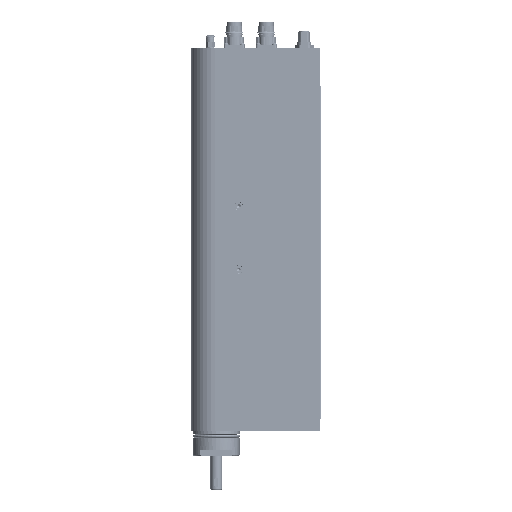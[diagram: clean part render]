
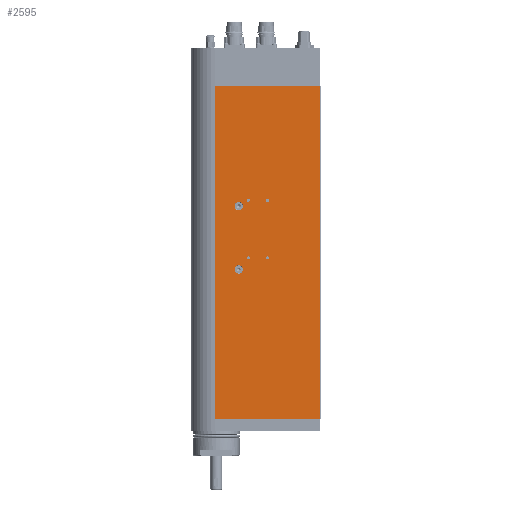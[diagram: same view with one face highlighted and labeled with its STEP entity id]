
A CAD part, front view. The second image highlights one B-rep face of the part: STEP entity #2595.
In plain terms, the highlighted planar face has unit normal (0, -1, 0).
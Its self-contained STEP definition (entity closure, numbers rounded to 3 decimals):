
#2337 = PLANE ( 'NONE',  #43830 ) ;
#2595 = ADVANCED_FACE ( 'NONE', ( #64554, #2925, #11178, #38766, #109165, #20560, #10598 ), #2337, .F. ) ;
#2925 = FACE_BOUND ( 'NONE', #67118, .T. ) ;
#4542 = EDGE_CURVE ( 'NONE', #43368, #43368, #44251, .T. ) ;
#5384 = CARTESIAN_POINT ( 'NONE',  ( -42.5, -25., 347. ) ) ;
#5809 = CARTESIAN_POINT ( 'NONE',  ( 12., -25., 226.35 ) ) ;
#10010 = CARTESIAN_POINT ( 'NONE',  ( -67.5, -25., 347. ) ) ;
#10598 = FACE_OUTER_BOUND ( 'NONE', #115316, .T. ) ;
#10703 = EDGE_LOOP ( 'NONE', ( #34393 ) ) ;
#10736 = AXIS2_PLACEMENT_3D ( 'NONE', #114608, #97599, #34239 ) ;
#11178 = FACE_BOUND ( 'NONE', #112481, .T. ) ;
#11752 = EDGE_LOOP ( 'NONE', ( #89931 ) ) ;
#13741 = VERTEX_POINT ( 'NONE', #25806 ) ;
#15530 = VERTEX_POINT ( 'NONE', #62378 ) ;
#17769 = VECTOR ( 'NONE', #86003, 1000. ) ;
#17907 = AXIS2_PLACEMENT_3D ( 'NONE', #32866, #60786, #61919 ) ;
#18390 = CARTESIAN_POINT ( 'NONE',  ( -67.5, -25., 0. ) ) ;
#20333 = EDGE_CURVE ( 'NONE', #15530, #15530, #61292, .T. ) ;
#20560 = FACE_BOUND ( 'NONE', #106227, .T. ) ;
#22658 = DIRECTION ( 'NONE',  ( 0., 0., -1. ) ) ;
#23351 = EDGE_CURVE ( 'NONE', #27187, #27187, #40460, .T. ) ;
#25051 = VERTEX_POINT ( 'NONE', #52586 ) ;
#25156 = VECTOR ( 'NONE', #41211, 1000. ) ;
#25806 = CARTESIAN_POINT ( 'NONE',  ( 67., -25., 347. ) ) ;
#27187 = VERTEX_POINT ( 'NONE', #90586 ) ;
#30090 = ORIENTED_EDGE ( 'NONE', *, *, #81235, .T. ) ;
#30348 = ORIENTED_EDGE ( 'NONE', *, *, #72348, .T. ) ;
#30957 = ORIENTED_EDGE ( 'NONE', *, *, #84922, .T. ) ;
#31089 = DIRECTION ( 'NONE',  ( 0., 0., -1. ) ) ;
#32866 = CARTESIAN_POINT ( 'NONE',  ( 12., -25., 168. ) ) ;
#33046 = EDGE_CURVE ( 'NONE', #50934, #50934, #106002, .T. ) ;
#34239 = DIRECTION ( 'NONE',  ( 0., 0., -1. ) ) ;
#34393 = ORIENTED_EDGE ( 'NONE', *, *, #4542, .F. ) ;
#34827 = LINE ( 'NONE', #18390, #99683 ) ;
#38766 = FACE_BOUND ( 'NONE', #59627, .T. ) ;
#40460 = CIRCLE ( 'NONE', #55364, 4.4 ) ;
#40625 = EDGE_CURVE ( 'NONE', #60339, #60339, #107993, .T. ) ;
#41196 = ORIENTED_EDGE ( 'NONE', *, *, #114382, .F. ) ;
#41211 = DIRECTION ( 'NONE',  ( 0., 0., -1. ) ) ;
#41898 = ORIENTED_EDGE ( 'NONE', *, *, #33046, .F. ) ;
#43368 = VERTEX_POINT ( 'NONE', #79109 ) ;
#43774 = DIRECTION ( 'NONE',  ( 1., 0., 0. ) ) ;
#43830 = AXIS2_PLACEMENT_3D ( 'NONE', #10010, #46360, #72767 ) ;
#44251 = CIRCLE ( 'NONE', #81760, 4.4 ) ;
#46360 = DIRECTION ( 'NONE',  ( 0., 1., 0. ) ) ;
#49240 = DIRECTION ( 'NONE',  ( 0., -1., 0. ) ) ;
#50934 = VERTEX_POINT ( 'NONE', #5809 ) ;
#52586 = CARTESIAN_POINT ( 'NONE',  ( 12., -25., 166.35 ) ) ;
#54096 = VERTEX_POINT ( 'NONE', #91661 ) ;
#55364 = AXIS2_PLACEMENT_3D ( 'NONE', #79517, #98316, #62472 ) ;
#57466 = CARTESIAN_POINT ( 'NONE',  ( -18., -25., 222. ) ) ;
#59627 = EDGE_LOOP ( 'NONE', ( #41898 ) ) ;
#60339 = VERTEX_POINT ( 'NONE', #69113 ) ;
#60786 = DIRECTION ( 'NONE',  ( 0., -1., 0. ) ) ;
#61254 = LINE ( 'NONE', #95378, #17769 ) ;
#61292 = CIRCLE ( 'NONE', #10736, 1.65 ) ;
#61919 = DIRECTION ( 'NONE',  ( 0., 0., -1. ) ) ;
#62378 = CARTESIAN_POINT ( 'NONE',  ( -8., -25., 226.35 ) ) ;
#62472 = DIRECTION ( 'NONE',  ( 0., 0., -1. ) ) ;
#64113 = DIRECTION ( 'NONE',  ( 1., 0., 0. ) ) ;
#64554 = FACE_BOUND ( 'NONE', #11752, .T. ) ;
#67118 = EDGE_LOOP ( 'NONE', ( #90346 ) ) ;
#68537 = AXIS2_PLACEMENT_3D ( 'NONE', #94559, #85184, #84005 ) ;
#69113 = CARTESIAN_POINT ( 'NONE',  ( -8., -25., 166.35 ) ) ;
#72348 = EDGE_CURVE ( 'NONE', #94340, #13741, #61254, .T. ) ;
#72767 = DIRECTION ( 'NONE',  ( 0., 0., 1. ) ) ;
#76156 = AXIS2_PLACEMENT_3D ( 'NONE', #103074, #94863, #22658 ) ;
#78939 = LINE ( 'NONE', #114158, #80874 ) ;
#79109 = CARTESIAN_POINT ( 'NONE',  ( -18., -25., 217.6 ) ) ;
#79517 = CARTESIAN_POINT ( 'NONE',  ( -18., -25., 156. ) ) ;
#80696 = EDGE_CURVE ( 'NONE', #54096, #13741, #78939, .T. ) ;
#80874 = VECTOR ( 'NONE', #43774, 1000. ) ;
#81235 = EDGE_CURVE ( 'NONE', #113312, #94340, #34827, .T. ) ;
#81760 = AXIS2_PLACEMENT_3D ( 'NONE', #57466, #49240, #31089 ) ;
#84005 = DIRECTION ( 'NONE',  ( 0., 0., -1. ) ) ;
#84922 = EDGE_CURVE ( 'NONE', #54096, #113312, #112172, .T. ) ;
#85184 = DIRECTION ( 'NONE',  ( 0., -1., 0. ) ) ;
#86003 = DIRECTION ( 'NONE',  ( 0., 0., 1. ) ) ;
#88104 = CARTESIAN_POINT ( 'NONE',  ( 67., -25., 0. ) ) ;
#89931 = ORIENTED_EDGE ( 'NONE', *, *, #40625, .F. ) ;
#90346 = ORIENTED_EDGE ( 'NONE', *, *, #20333, .F. ) ;
#90586 = CARTESIAN_POINT ( 'NONE',  ( -18., -25., 151.6 ) ) ;
#91661 = CARTESIAN_POINT ( 'NONE',  ( -42.5, -25., 347. ) ) ;
#94340 = VERTEX_POINT ( 'NONE', #88104 ) ;
#94559 = CARTESIAN_POINT ( 'NONE',  ( 12., -25., 228. ) ) ;
#94863 = DIRECTION ( 'NONE',  ( 0., -1., 0. ) ) ;
#95378 = CARTESIAN_POINT ( 'NONE',  ( 67., -25., 347. ) ) ;
#97599 = DIRECTION ( 'NONE',  ( 0., -1., 0. ) ) ;
#98316 = DIRECTION ( 'NONE',  ( 0., -1., 0. ) ) ;
#99683 = VECTOR ( 'NONE', #64113, 1000. ) ;
#102063 = ORIENTED_EDGE ( 'NONE', *, *, #23351, .F. ) ;
#103074 = CARTESIAN_POINT ( 'NONE',  ( -8., -25., 168. ) ) ;
#104134 = CIRCLE ( 'NONE', #17907, 1.65 ) ;
#106002 = CIRCLE ( 'NONE', #68537, 1.65 ) ;
#106227 = EDGE_LOOP ( 'NONE', ( #102063 ) ) ;
#107588 = CARTESIAN_POINT ( 'NONE',  ( -42.5, -25., 0. ) ) ;
#107993 = CIRCLE ( 'NONE', #76156, 1.65 ) ;
#108242 = ORIENTED_EDGE ( 'NONE', *, *, #80696, .F. ) ;
#109165 = FACE_BOUND ( 'NONE', #10703, .T. ) ;
#112172 = LINE ( 'NONE', #5384, #25156 ) ;
#112481 = EDGE_LOOP ( 'NONE', ( #41196 ) ) ;
#113312 = VERTEX_POINT ( 'NONE', #107588 ) ;
#114158 = CARTESIAN_POINT ( 'NONE',  ( -67.5, -25., 347. ) ) ;
#114382 = EDGE_CURVE ( 'NONE', #25051, #25051, #104134, .T. ) ;
#114608 = CARTESIAN_POINT ( 'NONE',  ( -8., -25., 228. ) ) ;
#115316 = EDGE_LOOP ( 'NONE', ( #30090, #30348, #108242, #30957 ) ) ;
